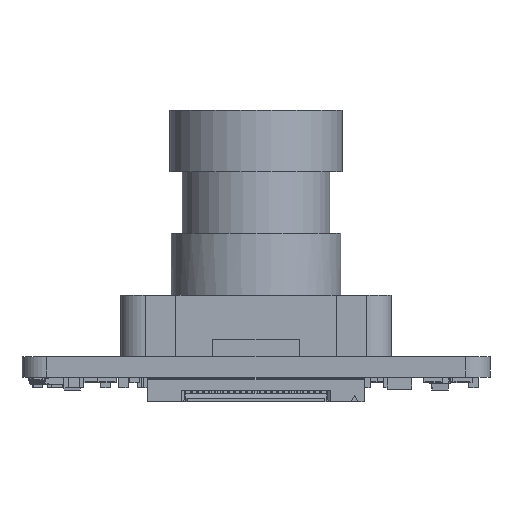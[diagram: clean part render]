
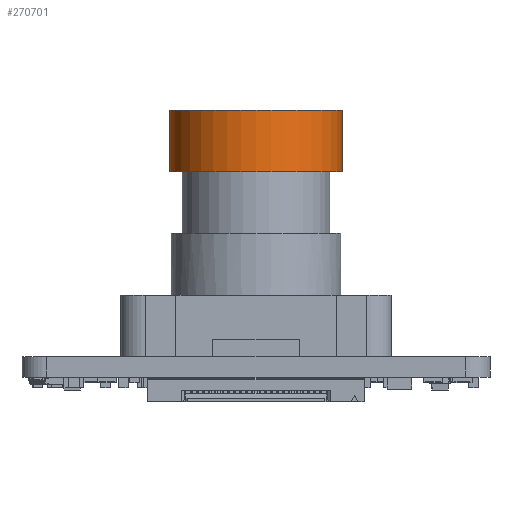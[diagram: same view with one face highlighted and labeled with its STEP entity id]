
A CAD part, front view. The second image highlights one B-rep face of the part: STEP entity #270701.
In plain terms, the highlighted cylindrical face has radius 7 mm (diameter 14 mm), a partial arc.
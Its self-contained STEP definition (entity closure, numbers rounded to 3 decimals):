
#16298 = EDGE_CURVE ( 'NONE', #193572, #138971, #186599, .T. ) ;
#17694 = CARTESIAN_POINT ( 'NONE',  ( 12.1, -10.52, 15. ) ) ;
#23610 = DIRECTION ( 'NONE',  ( 1., 0., 0. ) ) ;
#38084 = EDGE_CURVE ( 'NONE', #265533, #138971, #40468, .T. ) ;
#40468 = LINE ( 'NONE', #17694, #292203 ) ;
#47106 = AXIS2_PLACEMENT_3D ( 'NONE', #187045, #184056, #23610 ) ;
#49406 = CYLINDRICAL_SURFACE ( 'NONE', #47106, 7. ) ;
#51538 = VECTOR ( 'NONE', #91072, 1000. ) ;
#64151 = ORIENTED_EDGE ( 'NONE', *, *, #115443, .F. ) ;
#73839 = LINE ( 'NONE', #167659, #51538 ) ;
#89170 = DIRECTION ( 'NONE',  ( 1., 0., 0. ) ) ;
#91072 = DIRECTION ( 'NONE',  ( 0., 0., 1. ) ) ;
#93349 = FACE_OUTER_BOUND ( 'NONE', #174372, .T. ) ;
#109716 = VERTEX_POINT ( 'NONE', #270987 ) ;
#114716 = ORIENTED_EDGE ( 'NONE', *, *, #270513, .T. ) ;
#115443 = EDGE_CURVE ( 'NONE', #109716, #193572, #73839, .T. ) ;
#123733 = AXIS2_PLACEMENT_3D ( 'NONE', #291940, #296409, #89170 ) ;
#126953 = ORIENTED_EDGE ( 'NONE', *, *, #38084, .T. ) ;
#127759 = CARTESIAN_POINT ( 'NONE',  ( -1.9, -10.52, 20. ) ) ;
#138971 = VERTEX_POINT ( 'NONE', #243460 ) ;
#146482 = CARTESIAN_POINT ( 'NONE',  ( 5.1, -10.52, 15. ) ) ;
#150823 = ORIENTED_EDGE ( 'NONE', *, *, #16298, .F. ) ;
#167659 = CARTESIAN_POINT ( 'NONE',  ( -1.9, -10.52, 15. ) ) ;
#172195 = DIRECTION ( 'NONE',  ( 0., 0., 1. ) ) ;
#174372 = EDGE_LOOP ( 'NONE', ( #64151, #114716, #126953, #150823 ) ) ;
#184056 = DIRECTION ( 'NONE',  ( 0., 0., 1. ) ) ;
#186599 = CIRCLE ( 'NONE', #123733, 7. ) ;
#187045 = CARTESIAN_POINT ( 'NONE',  ( 5.1, -10.52, 15. ) ) ;
#193572 = VERTEX_POINT ( 'NONE', #127759 ) ;
#204322 = CARTESIAN_POINT ( 'NONE',  ( 12.1, -10.52, 15. ) ) ;
#238771 = DIRECTION ( 'NONE',  ( 1., 0., 0. ) ) ;
#243460 = CARTESIAN_POINT ( 'NONE',  ( 12.1, -10.52, 20. ) ) ;
#250350 = AXIS2_PLACEMENT_3D ( 'NONE', #146482, #172195, #238771 ) ;
#254601 = CIRCLE ( 'NONE', #250350, 7. ) ;
#265533 = VERTEX_POINT ( 'NONE', #204322 ) ;
#270513 = EDGE_CURVE ( 'NONE', #109716, #265533, #254601, .T. ) ;
#270701 = ADVANCED_FACE ( 'NONE', ( #93349 ), #49406, .T. ) ;
#270987 = CARTESIAN_POINT ( 'NONE',  ( -1.9, -10.52, 15. ) ) ;
#291940 = CARTESIAN_POINT ( 'NONE',  ( 5.1, -10.52, 20. ) ) ;
#292203 = VECTOR ( 'NONE', #297668, 1000. ) ;
#296409 = DIRECTION ( 'NONE',  ( 0., 0., 1. ) ) ;
#297668 = DIRECTION ( 'NONE',  ( 0., 0., 1. ) ) ;
